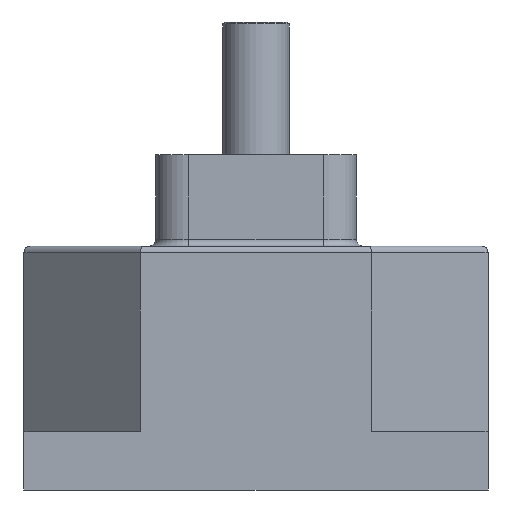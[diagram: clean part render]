
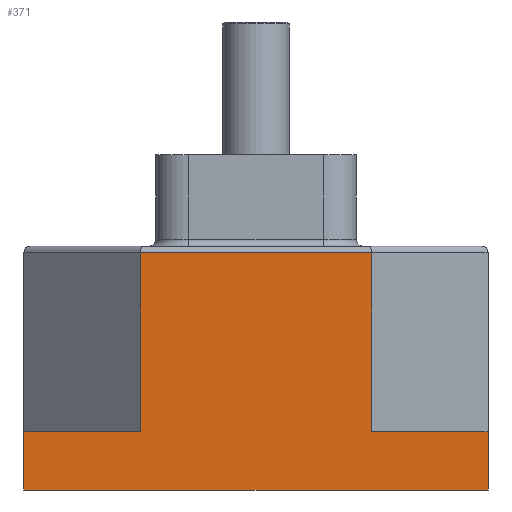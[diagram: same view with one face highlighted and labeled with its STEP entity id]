
A CAD part, front view. The second image highlights one B-rep face of the part: STEP entity #371.
In plain terms, the highlighted planar face has unit normal (0, -1, 0).
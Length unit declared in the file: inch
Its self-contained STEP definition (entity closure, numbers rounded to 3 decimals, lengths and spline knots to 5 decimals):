
#81 = AXIS2_PLACEMENT_3D ( 'NONE', #1460, #1470, #1471 ) ;
#248 = EDGE_CURVE ( 'NONE', #1709, #1710, #850, .T. ) ;
#253 = EDGE_CURVE ( 'NONE', #1732, #1731, #890, .T. ) ;
#254 = EDGE_CURVE ( 'NONE', #1728, #1727, #892, .T. ) ;
#280 = EDGE_CURVE ( 'NONE', #1729, #1709, #943, .T. ) ;
#281 = EDGE_CURVE ( 'NONE', #1727, #1710, #945, .T. ) ;
#282 = EDGE_CURVE ( 'NONE', #1730, #1731, #947, .T. ) ;
#283 = EDGE_CURVE ( 'NONE', #1729, #1730, #949, .T. ) ;
#284 = EDGE_CURVE ( 'NONE', #1728, #1732, #951, .T. ) ;
#371 = ADVANCED_FACE ( 'NONE', ( #1008 ), #1465, .F. ) ;
#451 = EDGE_LOOP ( 'NONE', ( #524, #525, #526, #527, #528, #529, #530, #531 ) ) ;
#524 = ORIENTED_EDGE ( 'NONE', *, *, #283, .T. ) ;
#525 = ORIENTED_EDGE ( 'NONE', *, *, #282, .T. ) ;
#526 = ORIENTED_EDGE ( 'NONE', *, *, #253, .F. ) ;
#527 = ORIENTED_EDGE ( 'NONE', *, *, #284, .F. ) ;
#528 = ORIENTED_EDGE ( 'NONE', *, *, #254, .T. ) ;
#529 = ORIENTED_EDGE ( 'NONE', *, *, #281, .T. ) ;
#530 = ORIENTED_EDGE ( 'NONE', *, *, #248, .F. ) ;
#531 = ORIENTED_EDGE ( 'NONE', *, *, #280, .F. ) ;
#850 = LINE ( 'NONE', #1221, #880 ) ;
#880 = VECTOR ( 'NONE', #1246, 39.37008 ) ;
#890 = LINE ( 'NONE', #1255, #891 ) ;
#891 = VECTOR ( 'NONE', #1256, 39.37008 ) ;
#892 = LINE ( 'NONE', #1257, #893 ) ;
#893 = VECTOR ( 'NONE', #1258, 39.37008 ) ;
#943 = LINE ( 'NONE', #1310, #944 ) ;
#944 = VECTOR ( 'NONE', #1311, 39.37008 ) ;
#945 = LINE ( 'NONE', #1312, #946 ) ;
#946 = VECTOR ( 'NONE', #1313, 39.37008 ) ;
#947 = LINE ( 'NONE', #1314, #948 ) ;
#948 = VECTOR ( 'NONE', #1315, 39.37008 ) ;
#949 = LINE ( 'NONE', #1316, #950 ) ;
#950 = VECTOR ( 'NONE', #1317, 39.37008 ) ;
#951 = LINE ( 'NONE', #1318, #952 ) ;
#952 = VECTOR ( 'NONE', #1319, 39.37008 ) ;
#1008 = FACE_OUTER_BOUND ( 'NONE', #451, .T. ) ;
#1221 = CARTESIAN_POINT ( 'NONE',  ( 1.75, 1.25, 7.74021 ) ) ;
#1246 = DIRECTION ( 'NONE',  ( 0., 0., -1. ) ) ;
#1255 = CARTESIAN_POINT ( 'NONE',  ( -0.87132, 1.25, 0.44 ) ) ;
#1256 = DIRECTION ( 'NONE',  ( 0., 0., 1. ) ) ;
#1257 = CARTESIAN_POINT ( 'NONE',  ( -1.75, 1.25, 7.74021 ) ) ;
#1258 = DIRECTION ( 'NONE',  ( 0., 0., -1. ) ) ;
#1310 = CARTESIAN_POINT ( 'NONE',  ( 0.87132, 1.25, 0.44 ) ) ;
#1311 = DIRECTION ( 'NONE',  ( 1., 0., 0. ) ) ;
#1312 = CARTESIAN_POINT ( 'NONE',  ( -1.75, 1.25, 0. ) ) ;
#1313 = DIRECTION ( 'NONE',  ( 1., 0., 0. ) ) ;
#1314 = CARTESIAN_POINT ( 'NONE',  ( -0.87132, 1.25, 1.79 ) ) ;
#1315 = DIRECTION ( 'NONE',  ( -1., 0., 0. ) ) ;
#1316 = CARTESIAN_POINT ( 'NONE',  ( 0.87132, 1.25, 0.44 ) ) ;
#1317 = DIRECTION ( 'NONE',  ( 0., 0., 1. ) ) ;
#1318 = CARTESIAN_POINT ( 'NONE',  ( -0.87132, 1.25, 0.44 ) ) ;
#1319 = DIRECTION ( 'NONE',  ( 1., 0., 0. ) ) ;
#1460 = CARTESIAN_POINT ( 'NONE',  ( -1.75, 1.25, 7.74021 ) ) ;
#1465 = PLANE ( 'NONE',  #81 ) ;
#1470 = DIRECTION ( 'NONE',  ( 0., 1., 0. ) ) ;
#1471 = DIRECTION ( 'NONE',  ( 0., 0., 1. ) ) ;
#1606 = CARTESIAN_POINT ( 'NONE',  ( 1.75, 1.25, 0.44 ) ) ;
#1607 = CARTESIAN_POINT ( 'NONE',  ( 1.75, 1.25, 0. ) ) ;
#1623 = CARTESIAN_POINT ( 'NONE',  ( -1.75, 1.25, 0. ) ) ;
#1624 = CARTESIAN_POINT ( 'NONE',  ( -1.75, 1.25, 0.44 ) ) ;
#1625 = CARTESIAN_POINT ( 'NONE',  ( 0.87132, 1.25, 0.44 ) ) ;
#1626 = CARTESIAN_POINT ( 'NONE',  ( 0.87132, 1.25, 1.79 ) ) ;
#1627 = CARTESIAN_POINT ( 'NONE',  ( -0.87132, 1.25, 1.79 ) ) ;
#1628 = CARTESIAN_POINT ( 'NONE',  ( -0.87132, 1.25, 0.44 ) ) ;
#1709 = VERTEX_POINT ( 'NONE', #1606 ) ;
#1710 = VERTEX_POINT ( 'NONE', #1607 ) ;
#1727 = VERTEX_POINT ( 'NONE', #1623 ) ;
#1728 = VERTEX_POINT ( 'NONE', #1624 ) ;
#1729 = VERTEX_POINT ( 'NONE', #1625 ) ;
#1730 = VERTEX_POINT ( 'NONE', #1626 ) ;
#1731 = VERTEX_POINT ( 'NONE', #1627 ) ;
#1732 = VERTEX_POINT ( 'NONE', #1628 ) ;
